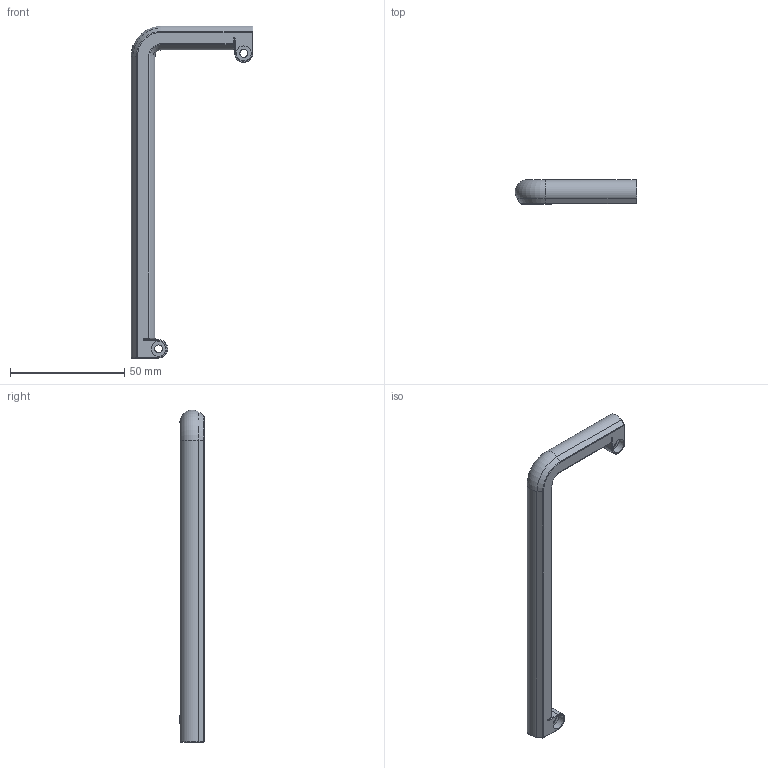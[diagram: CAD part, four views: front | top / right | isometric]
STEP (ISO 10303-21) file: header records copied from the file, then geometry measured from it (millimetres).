
FILE_DESCRIPTION(/* description */ (''),/* implementation_level */ '2;1');
FILE_NAME(/* name */ 'BackpackFrameBottomLeftCorner.stp',/* time_stamp */ '2025-10-05T20:17:39-07:00',/* author */ ('skybound'),/* organization */ (''),/* preprocessor_version */ 'ST-DEVELOPER v20.1',/* originating_system */ 'Autodesk Inventor 2026',/* authorisation */ '');
FILE_SCHEMA (('AUTOMOTIVE_DESIGN { 1 0 10303 214 3 1 1 }'));
Length unit declared in the file: millimetre
Products named in the file (1): BackpackFrameBottomLeftCorner
Bounding box: 53.23 x 10.5 x 145.23 mm (x, y, z)
Volume: 14049.1 mm3; surface area: 8785.7 mm2
Topology: 1 solids, 1 shells, 100 faces, 246 edges, 152 vertices
Faces by surface type: plane 41, cylinder 32, bspline 12, torus 11, cone 4
Full cylindrical faces by diameter (mm): 3.4 x4, 6.5 x4
Entity records: 3779 total; most frequent: CARTESIAN_POINT 1393, ORIENTED_EDGE 492, DIRECTION 476, EDGE_CURVE 246, AXIS2_PLACEMENT_3D 173, VERTEX_POINT 152, LINE 130, VECTOR 130
